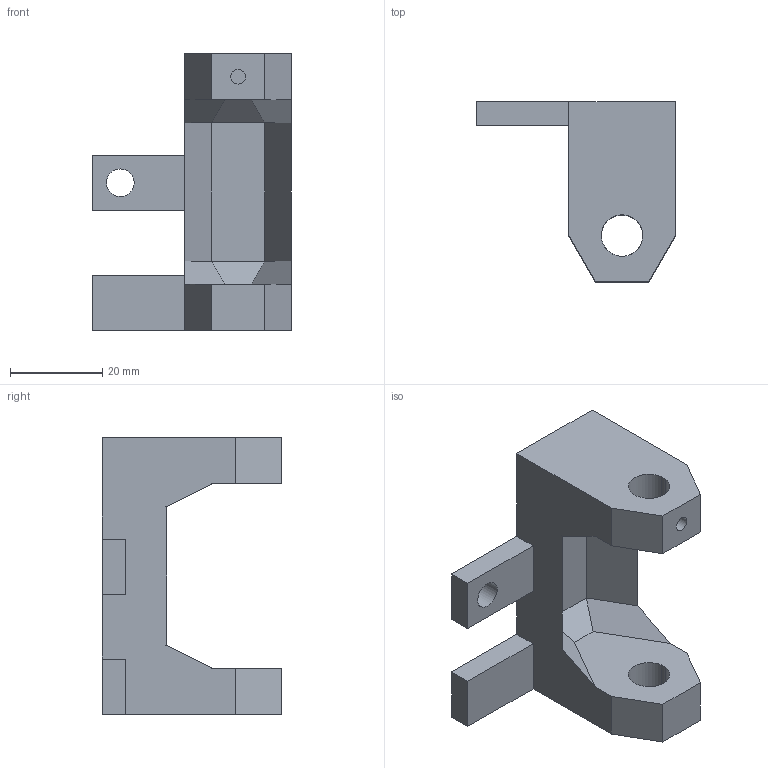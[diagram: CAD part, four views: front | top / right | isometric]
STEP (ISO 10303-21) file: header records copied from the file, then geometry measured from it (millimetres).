
FILE_DESCRIPTION(/* description */ (''),/* implementation_level */ '2;1');
FILE_NAME(/* name */ 'cf268b9c-c6d6-439c-b840-0fb4a4105f23.stp',/* time_stamp */ '2017-06-13T18:39:00-04:00',/* author */ (''),/* organization */ (''),/* preprocessor_version */ 'ST-DEVELOPER v16.13',/* originating_system */ 'Autodesk Translation Framework v6.1.1.50',/* authorisation */ '');
FILE_SCHEMA (('AUTOMOTIVE_DESIGN { 1 0 10303 214 3 1 1 }'));
Length unit declared in the file: millimetre
Products named in the file (1): Pen Mount
Bounding box: 43.09 x 39 x 60 mm (x, y, z)
Volume: 24565.3 mm3; surface area: 10527.2 mm2
Topology: 1 solids, 1 shells, 78 faces, 220 edges, 145 vertices
Faces by surface type: plane 57, cylinder 21
Full cylindrical faces by diameter (mm): 3.2 x1, 6 x1
Entity records: 2534 total; most frequent: CARTESIAN_POINT 440, ORIENTED_EDGE 434, DIRECTION 423, EDGE_CURVE 217, LINE 169, VECTOR 169, VERTEX_POINT 144, AXIS2_PLACEMENT_3D 127
